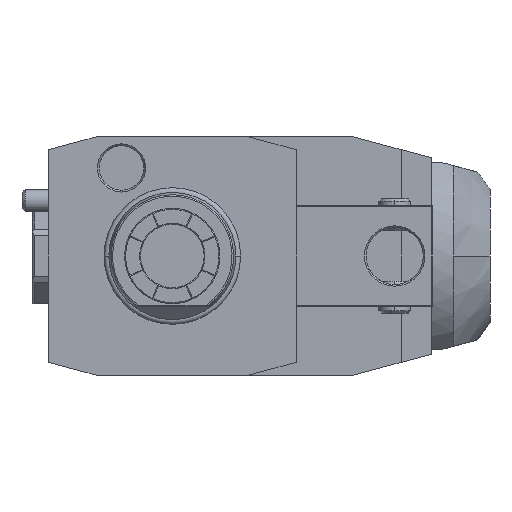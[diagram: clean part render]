
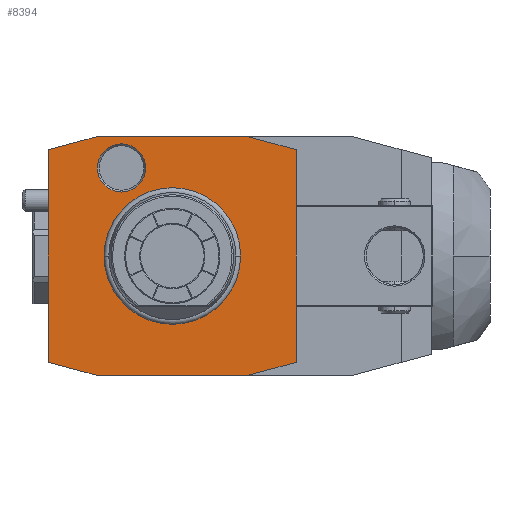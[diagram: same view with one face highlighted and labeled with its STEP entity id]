
A CAD part, front view. The second image highlights one B-rep face of the part: STEP entity #8394.
In plain terms, the highlighted planar face has unit normal (0, -1, 0).
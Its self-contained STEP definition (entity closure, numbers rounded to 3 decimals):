
#1=DIRECTION('',(-1.,0.,0.));
#2=VECTOR('',#1,48.);
#3=CARTESIAN_POINT('',(24.,0.,37.5));
#4=LINE('',#3,#2);
#5=DIRECTION('',(-0.966,0.,0.259));
#6=VECTOR('',#5,15.529);
#7=CARTESIAN_POINT('',(39.,0.,33.481));
#8=LINE('',#7,#6);
#9=DIRECTION('',(0.,0.,1.));
#10=VECTOR('',#9,66.962);
#11=CARTESIAN_POINT('',(39.,0.,-33.481));
#12=LINE('',#11,#10);
#13=DIRECTION('',(0.966,0.,0.259));
#14=VECTOR('',#13,15.529);
#15=CARTESIAN_POINT('',(24.,0.,-37.5));
#16=LINE('',#15,#14);
#17=DIRECTION('',(1.,0.,0.));
#18=VECTOR('',#17,48.);
#19=CARTESIAN_POINT('',(-24.,0.,-37.5));
#20=LINE('',#19,#18);
#21=DIRECTION('',(0.966,0.,-0.259));
#22=VECTOR('',#21,15.529);
#23=CARTESIAN_POINT('',(-39.,0.,-33.481));
#24=LINE('',#23,#22);
#25=DIRECTION('',(0.,0.,-1.));
#26=VECTOR('',#25,66.962);
#27=CARTESIAN_POINT('',(-39.,0.,33.481));
#28=LINE('',#27,#26);
#29=DIRECTION('',(-0.966,0.,-0.259));
#30=VECTOR('',#29,15.529);
#31=CARTESIAN_POINT('',(-24.,0.,37.5));
#32=LINE('',#31,#30);
#33=CARTESIAN_POINT('',(-16.,0.,27.713));
#34=DIRECTION('',(0.,1.,0.));
#35=DIRECTION('',(1.,0.,0.));
#36=AXIS2_PLACEMENT_3D('',#33,#34,#35);
#38=CARTESIAN_POINT('',(-16.,0.,27.713));
#39=DIRECTION('',(0.,1.,0.));
#40=DIRECTION('',(-1.,0.,0.));
#41=AXIS2_PLACEMENT_3D('',#38,#39,#40);
#5219=CARTESIAN_POINT('',(0.,0.,0.));
#5220=DIRECTION('',(0.,-1.,0.));
#5221=DIRECTION('',(1.,0.,0.));
#5222=AXIS2_PLACEMENT_3D('',#5219,#5220,#5221);
#5224=CARTESIAN_POINT('',(0.,0.,0.));
#5225=DIRECTION('',(0.,-1.,0.));
#5226=DIRECTION('',(-1.,0.,0.));
#5227=AXIS2_PLACEMENT_3D('',#5224,#5225,#5226);
#7410=CARTESIAN_POINT('',(-8.423,0.,27.713));
#7411=CARTESIAN_POINT('',(-23.577,0.,27.713));
#7412=VERTEX_POINT('',#7410);
#7413=VERTEX_POINT('',#7411);
#8129=CARTESIAN_POINT('',(24.,0.,37.5));
#8130=CARTESIAN_POINT('',(-24.,0.,37.5));
#8131=VERTEX_POINT('',#8129);
#8132=VERTEX_POINT('',#8130);
#8133=CARTESIAN_POINT('',(-39.,0.,33.481));
#8134=VERTEX_POINT('',#8133);
#8135=CARTESIAN_POINT('',(-39.,0.,-33.481));
#8136=VERTEX_POINT('',#8135);
#8137=CARTESIAN_POINT('',(-24.,0.,-37.5));
#8138=VERTEX_POINT('',#8137);
#8139=CARTESIAN_POINT('',(24.,0.,-37.5));
#8140=VERTEX_POINT('',#8139);
#8141=CARTESIAN_POINT('',(39.,0.,-33.481));
#8142=VERTEX_POINT('',#8141);
#8143=CARTESIAN_POINT('',(39.,0.,33.481));
#8144=VERTEX_POINT('',#8143);
#8237=CARTESIAN_POINT('',(21.137,0.,0.));
#8238=CARTESIAN_POINT('',(-21.137,0.,0.));
#8239=VERTEX_POINT('',#8237);
#8240=VERTEX_POINT('',#8238);
#8359=CARTESIAN_POINT('',(0.,0.,0.));
#8360=DIRECTION('',(0.,-1.,0.));
#8361=DIRECTION('',(-1.,0.,0.));
#8362=AXIS2_PLACEMENT_3D('',#8359,#8360,#8361);
#8363=PLANE('',#8362);
#8365=ORIENTED_EDGE('',*,*,#8364,.F.);
#8367=ORIENTED_EDGE('',*,*,#8366,.F.);
#8369=ORIENTED_EDGE('',*,*,#8368,.F.);
#8371=ORIENTED_EDGE('',*,*,#8370,.F.);
#8373=ORIENTED_EDGE('',*,*,#8372,.F.);
#8375=ORIENTED_EDGE('',*,*,#8374,.F.);
#8377=ORIENTED_EDGE('',*,*,#8376,.F.);
#8379=ORIENTED_EDGE('',*,*,#8378,.F.);
#8380=EDGE_LOOP('',(#8365,#8367,#8369,#8371,#8373,#8375,#8377,#8379));
#8381=FACE_OUTER_BOUND('',#8380,.F.);
#8383=ORIENTED_EDGE('',*,*,#8382,.T.);
#8385=ORIENTED_EDGE('',*,*,#8384,.T.);
#8386=EDGE_LOOP('',(#8383,#8385));
#8387=FACE_BOUND('',#8386,.F.);
#8389=ORIENTED_EDGE('',*,*,#8388,.F.);
#8391=ORIENTED_EDGE('',*,*,#8390,.F.);
#8392=EDGE_LOOP('',(#8389,#8391));
#8393=FACE_BOUND('',#8392,.F.);
#37=CIRCLE('',#36,7.577);
#42=CIRCLE('',#41,7.577);
#5223=CIRCLE('',#5222,21.137);
#5228=CIRCLE('',#5227,21.137);
#8364=EDGE_CURVE('',#8131,#8132,#4,.T.);
#8366=EDGE_CURVE('',#8144,#8131,#8,.T.);
#8368=EDGE_CURVE('',#8142,#8144,#12,.T.);
#8370=EDGE_CURVE('',#8140,#8142,#16,.T.);
#8372=EDGE_CURVE('',#8138,#8140,#20,.T.);
#8374=EDGE_CURVE('',#8136,#8138,#24,.T.);
#8376=EDGE_CURVE('',#8134,#8136,#28,.T.);
#8378=EDGE_CURVE('',#8132,#8134,#32,.T.);
#8382=EDGE_CURVE('',#8239,#8240,#5223,.T.);
#8384=EDGE_CURVE('',#8240,#8239,#5228,.T.);
#8388=EDGE_CURVE('',#7412,#7413,#37,.T.);
#8390=EDGE_CURVE('',#7413,#7412,#42,.T.);
#8394=ADVANCED_FACE('',(#8381,#8387,#8393),#8363,.T.);
